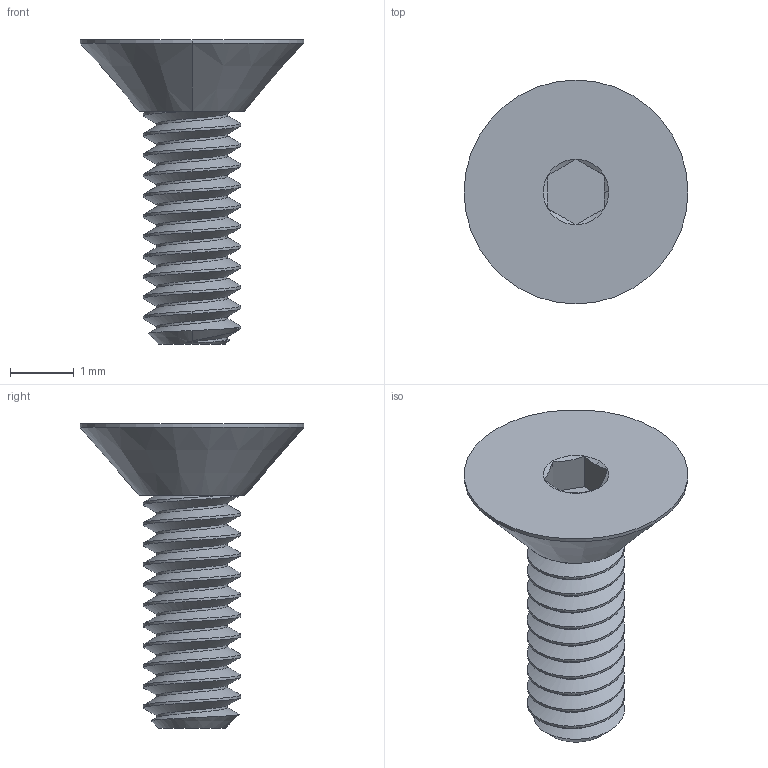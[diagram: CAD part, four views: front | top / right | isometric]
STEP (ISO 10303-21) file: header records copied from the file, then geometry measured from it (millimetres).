
FILE_DESCRIPTION (( 'STEP AP203' ), '1' );
FILE_NAME ('90585A016_316 Stainless Steel Hex Drive Flat Head Screw.STEP', '2022-06-17T20:08:47', ( 'Administrator' ), ( 'Managed by Terraform' ), 'SwSTEP 2.0', 'SolidWorks 2017', '' );
FILE_SCHEMA (( 'CONFIG_CONTROL_DESIGN' ));
Length unit declared in the file: inch
Products named in the file (1): 90585A016_316 Stainless Steel Hex Drive Flat Head Screw
Bounding box: 3.51 x 3.51 x 4.76 mm (x, y, z)
Volume: 10.9 mm3; surface area: 51.2 mm2
Topology: 1 solids, 1 shells, 49 faces, 121 edges, 76 vertices
Faces by surface type: cylinder 24, cone 12, plane 10, bspline 3
Entity records: 3103 total; most frequent: CARTESIAN_POINT 2035, ORIENTED_EDGE 242, DIRECTION 169, EDGE_CURVE 121, VERTEX_POINT 76, AXIS2_PLACEMENT_3D 64, EDGE_LOOP 51, FACE_OUTER_BOUND 49
